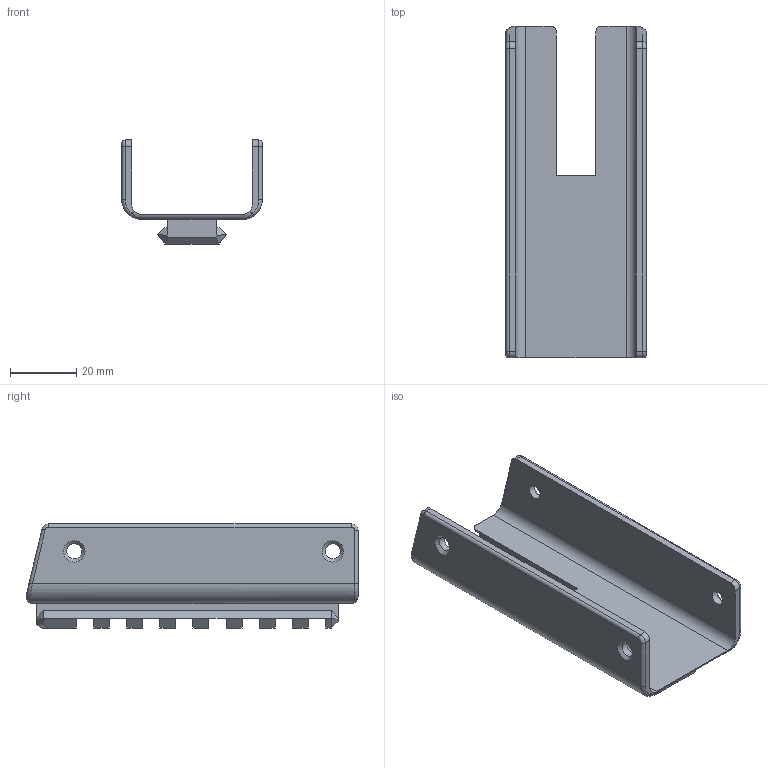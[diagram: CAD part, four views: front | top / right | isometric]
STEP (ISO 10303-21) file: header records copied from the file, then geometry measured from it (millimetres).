
FILE_DESCRIPTION(('HOOPS Exchange Step'),'2;1');
FILE_NAME('temp_export','2023-01-09T11:51:16+09:00',('mobile'),('Shapr3D Limited'),'HOOPS Exchange 2022.1','Shapr3D','Authorized');
FILE_SCHEMA( ('AUTOMOTIVE_DESIGN { 1 0 10303 214 1 1 1 1 }') );
Length unit declared in the file: millimetre
Products named in the file (1): root
Bounding box: 42.4 x 100.18 x 31.4 mm (x, y, z)
Volume: 23467.6 mm3; surface area: 19094.8 mm2
Topology: 1 solids, 1 shells, 139 faces, 355 edges, 214 vertices
Faces by surface type: plane 98, cylinder 23, torus 8, bspline 6, cone 4
Full cylindrical faces by diameter (mm): 4.5 x4
Entity records: 5305 total; most frequent: CARTESIAN_POINT 1945, ORIENTED_EDGE 702, DIRECTION 671, EDGE_CURVE 351, VECTOR 271, LINE 271, VERTEX_POINT 214, AXIS2_PLACEMENT_3D 200
